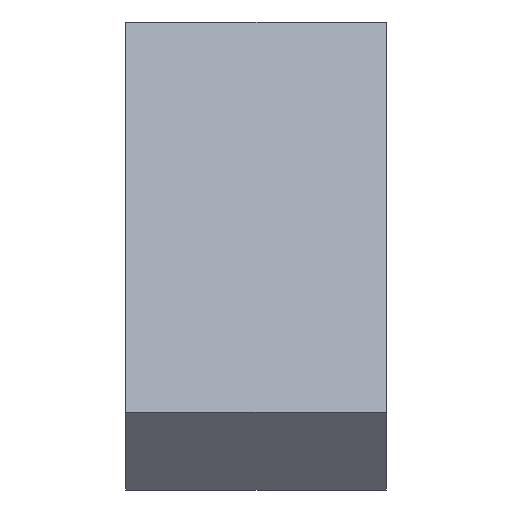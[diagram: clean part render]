
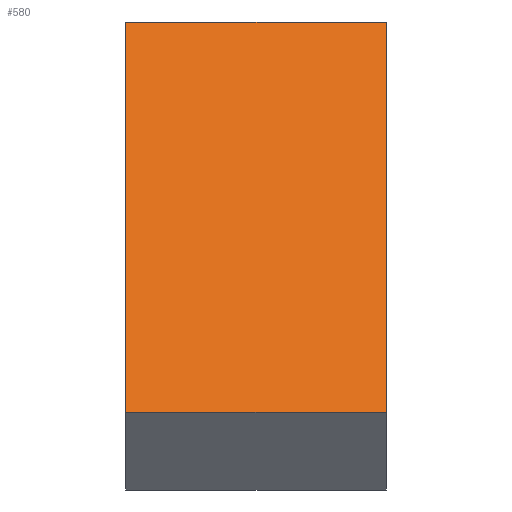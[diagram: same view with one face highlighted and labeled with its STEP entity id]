
A CAD part, front view. The second image highlights one B-rep face of the part: STEP entity #580.
In plain terms, the highlighted planar face has unit normal (0, -0.927, 0.374).
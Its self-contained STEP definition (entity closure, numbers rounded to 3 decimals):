
#16=FACE_OUTER_BOUND('',#56,.T.);
#56=EDGE_LOOP('',(#380,#381,#382,#383));
#97=LINE('',#840,#177);
#98=LINE('',#842,#178);
#99=LINE('',#844,#179);
#100=LINE('',#845,#180);
#177=VECTOR('',#678,10.);
#178=VECTOR('',#679,10.);
#179=VECTOR('',#680,10.);
#180=VECTOR('',#681,10.);
#257=VERTEX_POINT('',#838);
#258=VERTEX_POINT('',#839);
#259=VERTEX_POINT('',#841);
#260=VERTEX_POINT('',#843);
#300=EDGE_CURVE('',#257,#258,#97,.T.);
#301=EDGE_CURVE('',#258,#259,#98,.T.);
#302=EDGE_CURVE('',#259,#260,#99,.T.);
#303=EDGE_CURVE('',#260,#257,#100,.T.);
#380=ORIENTED_EDGE('',*,*,#300,.T.);
#381=ORIENTED_EDGE('',*,*,#301,.T.);
#382=ORIENTED_EDGE('',*,*,#302,.T.);
#383=ORIENTED_EDGE('',*,*,#303,.T.);
#540=PLANE('',#634);
#580=ADVANCED_FACE('',(#16),#540,.T.);
#634=AXIS2_PLACEMENT_3D('',#837,#676,#677);
#676=DIRECTION('center_axis',(0.,-0.927,0.374));
#677=DIRECTION('ref_axis',(0.,-0.374,-0.927));
#678=DIRECTION('',(1.,0.,0.));
#679=DIRECTION('',(0.,0.374,0.927));
#680=DIRECTION('',(-1.,0.,0.));
#681=DIRECTION('',(0.,-0.374,-0.927));
#837=CARTESIAN_POINT('Origin',(0.,17.465,943.883));
#838=CARTESIAN_POINT('',(-5.,11.408,928.884));
#839=CARTESIAN_POINT('',(5.,11.408,928.884));
#840=CARTESIAN_POINT('',(-2.5,11.408,928.884));
#841=CARTESIAN_POINT('',(5.,17.465,943.883));
#842=CARTESIAN_POINT('',(5.,14.437,936.384));
#843=CARTESIAN_POINT('',(-5.,17.465,943.883));
#844=CARTESIAN_POINT('',(2.5,17.465,943.883));
#845=CARTESIAN_POINT('',(-5.,17.465,943.883));
